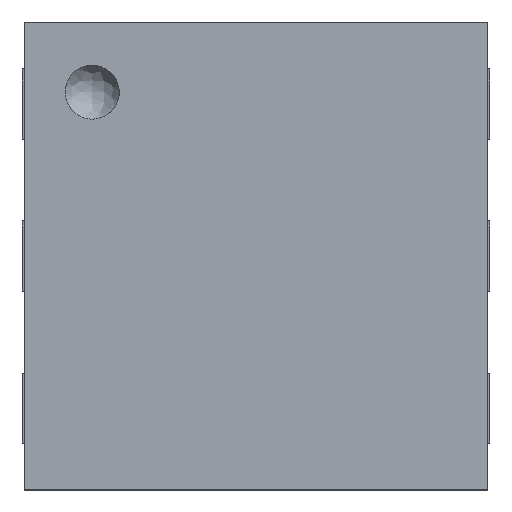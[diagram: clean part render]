
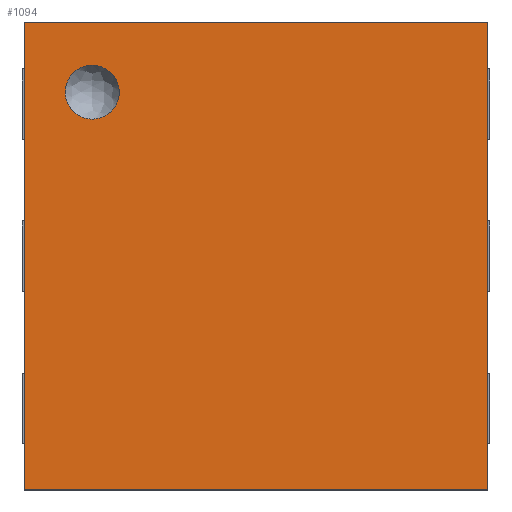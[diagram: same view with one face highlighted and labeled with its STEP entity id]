
A CAD part, top view. The second image highlights one B-rep face of the part: STEP entity #1094.
In plain terms, the highlighted planar face has unit normal (0, 0, 1).
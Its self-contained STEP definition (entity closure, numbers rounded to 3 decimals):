
#6 = CARTESIAN_POINT ( 'NONE',  ( 0.372, 1.609, 0.65 ) ) ;
#25 = CARTESIAN_POINT ( 'NONE',  ( 0.339, 1.809, 0.65 ) ) ;
#28 = CARTESIAN_POINT ( 'NONE',  ( 0.3, 1.585, 0.65 ) ) ;
#33 = CARTESIAN_POINT ( 'NONE',  ( 0.01, 2., 0.65 ) ) ;
#109 = ORIENTED_EDGE ( 'NONE', *, *, #1229, .T. ) ;
#180 = CARTESIAN_POINT ( 'NONE',  ( 1.99, 2., 0.65 ) ) ;
#190 = CARTESIAN_POINT ( 'NONE',  ( 0.01, 2., 0.65 ) ) ;
#265 = CARTESIAN_POINT ( 'NONE',  ( 0.239, 1.799, 0.65 ) ) ;
#268 = CARTESIAN_POINT ( 'NONE',  ( 0.228, 1.61, 0.65 ) ) ;
#278 = PLANE ( 'NONE',  #1704 ) ;
#301 = CARTESIAN_POINT ( 'NONE',  ( 0.399, 1.761, 0.65 ) ) ;
#303 = CARTESIAN_POINT ( 'NONE',  ( 0.19, 1.662, 0.65 ) ) ;
#320 = CARTESIAN_POINT ( 'NONE',  ( 0.185, 1.704, 0.65 ) ) ;
#399 = VERTEX_POINT ( 'NONE', #2570 ) ;
#543 = CARTESIAN_POINT ( 'NONE',  ( 0.185, 1.7, 0.65 ) ) ;
#558 = CARTESIAN_POINT ( 'NONE',  ( 0.362, 1.797, 0.65 ) ) ;
#559 = CARTESIAN_POINT ( 'NONE',  ( 0.287, 1.585, 0.65 ) ) ;
#575 = CARTESIAN_POINT ( 'NONE',  ( 0.39, 1.628, 0.65 ) ) ;
#597 = CARTESIAN_POINT ( 'NONE',  ( 0.202, 1.639, 0.65 ) ) ;
#650 = LINE ( 'NONE', #1537, #2251 ) ;
#716 = B_SPLINE_CURVE_WITH_KNOTS ( 'NONE', 3,
 ( #2258, #320, #2032, #3181, #2836, #1743, #903, #3433, #3140, #3127, #3415, #265, #835, #1130, #1146, #1684, #2320, #2563, #1959, #25, #3475, #558, #1403, #1182, #1420, #301, #2878, #2581, #3724, #2277, #853 ),
 .UNSPECIFIED., .F., .F.,
 ( 4, 3, 3, 3, 3, 3, 3, 3, 3, 3, 4 ),
 ( 0., 0., 0., 0., 0., 0.001, 0.001, 0.001, 0.001, 0.001, 0.001 ),
 .UNSPECIFIED. ) ;
#835 = CARTESIAN_POINT ( 'NONE',  ( 0.251, 1.804, 0.65 ) ) ;
#838 = CARTESIAN_POINT ( 'NONE',  ( 0.218, 1.618, 0.65 ) ) ;
#853 = CARTESIAN_POINT ( 'NONE',  ( 0.415, 1.7, 0.65 ) ) ;
#903 = CARTESIAN_POINT ( 'NONE',  ( 0.196, 1.751, 0.65 ) ) ;
#940 = EDGE_CURVE ( 'NONE', #1039, #399, #3120, .T. ) ;
#1039 = VERTEX_POINT ( 'NONE', #180 ) ;
#1088 = CARTESIAN_POINT ( 'NONE',  ( 0.415, 1.687, 0.65 ) ) ;
#1094 = ADVANCED_FACE ( 'NONE', ( #3463, #2603 ), #278, .T. ) ;
#1130 = CARTESIAN_POINT ( 'NONE',  ( 0.262, 1.81, 0.65 ) ) ;
#1133 = CARTESIAN_POINT ( 'NONE',  ( 0.187, 1.675, 0.65 ) ) ;
#1146 = CARTESIAN_POINT ( 'NONE',  ( 0.275, 1.813, 0.65 ) ) ;
#1148 = CARTESIAN_POINT ( 'NONE',  ( 0.25, 1.595, 0.65 ) ) ;
#1178 = DIRECTION ( 'NONE',  ( 0., -1., 0. ) ) ;
#1180 = ORIENTED_EDGE ( 'NONE', *, *, #2127, .F. ) ;
#1182 = CARTESIAN_POINT ( 'NONE',  ( 0.383, 1.781, 0.65 ) ) ;
#1229 = EDGE_CURVE ( 'NONE', #2752, #1349, #1519, .T. ) ;
#1316 = CARTESIAN_POINT ( 'NONE',  ( 0.01, 2., 0.65 ) ) ;
#1349 = VERTEX_POINT ( 'NONE', #1549 ) ;
#1403 = CARTESIAN_POINT ( 'NONE',  ( 0.373, 1.79, 0.65 ) ) ;
#1420 = CARTESIAN_POINT ( 'NONE',  ( 0.391, 1.771, 0.65 ) ) ;
#1421 = CARTESIAN_POINT ( 'NONE',  ( 0.382, 1.618, 0.65 ) ) ;
#1440 = CARTESIAN_POINT ( 'NONE',  ( 0.361, 1.602, 0.65 ) ) ;
#1519 = B_SPLINE_CURVE_WITH_KNOTS ( 'NONE', 3,
 ( #1553, #1088, #1961, #3129, #2297, #1974, #575, #1421, #6, #1440, #2583, #2565, #3726, #3418, #2880, #28, #559, #1687, #2322, #1148, #2804, #268, #838, #2261, #597, #2840, #303, #1133, #3476, #2596, #543 ),
 .UNSPECIFIED., .F., .F.,
 ( 4, 3, 3, 3, 3, 3, 3, 3, 3, 3, 4 ),
 ( 0., 0., 0., 0., 0., 0., 0., 0., 0., 0., 0. ),
 .UNSPECIFIED. ) ;
#1537 = CARTESIAN_POINT ( 'NONE',  ( 0.01, 0., 0.65 ) ) ;
#1549 = CARTESIAN_POINT ( 'NONE',  ( 0.185, 1.7, 0.65 ) ) ;
#1553 = CARTESIAN_POINT ( 'NONE',  ( 0.415, 1.7, 0.65 ) ) ;
#1612 = ORIENTED_EDGE ( 'NONE', *, *, #3686, .F. ) ;
#1645 = EDGE_CURVE ( 'NONE', #399, #2138, #3040, .T. ) ;
#1684 = CARTESIAN_POINT ( 'NONE',  ( 0.288, 1.815, 0.65 ) ) ;
#1687 = CARTESIAN_POINT ( 'NONE',  ( 0.274, 1.587, 0.65 ) ) ;
#1704 = AXIS2_PLACEMENT_3D ( 'NONE', #33, #3153, #3187 ) ;
#1743 = CARTESIAN_POINT ( 'NONE',  ( 0.191, 1.739, 0.65 ) ) ;
#1885 = VECTOR ( 'NONE', #2461, 1000. ) ;
#1959 = CARTESIAN_POINT ( 'NONE',  ( 0.327, 1.812, 0.65 ) ) ;
#1961 = CARTESIAN_POINT ( 'NONE',  ( 0.413, 1.674, 0.65 ) ) ;
#1974 = CARTESIAN_POINT ( 'NONE',  ( 0.398, 1.638, 0.65 ) ) ;
#1992 = CARTESIAN_POINT ( 'NONE',  ( 1.99, 2., 0.65 ) ) ;
#2032 = CARTESIAN_POINT ( 'NONE',  ( 0.185, 1.709, 0.65 ) ) ;
#2071 = EDGE_LOOP ( 'NONE', ( #2625, #2567, #1612, #1180 ) ) ;
#2089 = VECTOR ( 'NONE', #2382, 1000. ) ;
#2118 = CARTESIAN_POINT ( 'NONE',  ( 1.99, 0., 0.65 ) ) ;
#2127 = EDGE_CURVE ( 'NONE', #2138, #2184, #650, .T. ) ;
#2138 = VERTEX_POINT ( 'NONE', #2998 ) ;
#2178 = CARTESIAN_POINT ( 'NONE',  ( 0.415, 1.7, 0.65 ) ) ;
#2184 = VERTEX_POINT ( 'NONE', #190 ) ;
#2251 = VECTOR ( 'NONE', #3225, 1000. ) ;
#2258 = CARTESIAN_POINT ( 'NONE',  ( 0.185, 1.7, 0.65 ) ) ;
#2261 = CARTESIAN_POINT ( 'NONE',  ( 0.209, 1.628, 0.65 ) ) ;
#2277 = CARTESIAN_POINT ( 'NONE',  ( 0.415, 1.712, 0.65 ) ) ;
#2291 = EDGE_CURVE ( 'NONE', #1349, #2752, #716, .T. ) ;
#2297 = CARTESIAN_POINT ( 'NONE',  ( 0.405, 1.65, 0.65 ) ) ;
#2320 = CARTESIAN_POINT ( 'NONE',  ( 0.301, 1.816, 0.65 ) ) ;
#2322 = CARTESIAN_POINT ( 'NONE',  ( 0.262, 1.591, 0.65 ) ) ;
#2382 = DIRECTION ( 'NONE',  ( -1., 0., 0. ) ) ;
#2461 = DIRECTION ( 'NONE',  ( 1., 0., 0. ) ) ;
#2563 = CARTESIAN_POINT ( 'NONE',  ( 0.314, 1.815, 0.65 ) ) ;
#2565 = CARTESIAN_POINT ( 'NONE',  ( 0.338, 1.59, 0.65 ) ) ;
#2567 = ORIENTED_EDGE ( 'NONE', *, *, #940, .F. ) ;
#2570 = CARTESIAN_POINT ( 'NONE',  ( 1.99, 0., 0.65 ) ) ;
#2581 = CARTESIAN_POINT ( 'NONE',  ( 0.409, 1.737, 0.65 ) ) ;
#2583 = CARTESIAN_POINT ( 'NONE',  ( 0.35, 1.595, 0.65 ) ) ;
#2596 = CARTESIAN_POINT ( 'NONE',  ( 0.185, 1.692, 0.65 ) ) ;
#2603 = FACE_BOUND ( 'NONE', #3098, .T. ) ;
#2625 = ORIENTED_EDGE ( 'NONE', *, *, #1645, .F. ) ;
#2752 = VERTEX_POINT ( 'NONE', #2178 ) ;
#2804 = CARTESIAN_POINT ( 'NONE',  ( 0.238, 1.602, 0.65 ) ) ;
#2836 = CARTESIAN_POINT ( 'NONE',  ( 0.187, 1.726, 0.65 ) ) ;
#2840 = CARTESIAN_POINT ( 'NONE',  ( 0.195, 1.65, 0.65 ) ) ;
#2863 = LINE ( 'NONE', #1316, #1885 ) ;
#2878 = CARTESIAN_POINT ( 'NONE',  ( 0.405, 1.749, 0.65 ) ) ;
#2880 = CARTESIAN_POINT ( 'NONE',  ( 0.308, 1.585, 0.65 ) ) ;
#2998 = CARTESIAN_POINT ( 'NONE',  ( 0.01, 0., 0.65 ) ) ;
#3040 = LINE ( 'NONE', #2118, #2089 ) ;
#3098 = EDGE_LOOP ( 'NONE', ( #109, #3423 ) ) ;
#3120 = LINE ( 'NONE', #1992, #3528 ) ;
#3127 = CARTESIAN_POINT ( 'NONE',  ( 0.219, 1.782, 0.65 ) ) ;
#3129 = CARTESIAN_POINT ( 'NONE',  ( 0.409, 1.662, 0.65 ) ) ;
#3140 = CARTESIAN_POINT ( 'NONE',  ( 0.21, 1.773, 0.65 ) ) ;
#3153 = DIRECTION ( 'NONE',  ( 0., 0., 1. ) ) ;
#3181 = CARTESIAN_POINT ( 'NONE',  ( 0.185, 1.713, 0.65 ) ) ;
#3187 = DIRECTION ( 'NONE',  ( 1., 0., 0. ) ) ;
#3225 = DIRECTION ( 'NONE',  ( 0., 1., 0. ) ) ;
#3415 = CARTESIAN_POINT ( 'NONE',  ( 0.228, 1.791, 0.65 ) ) ;
#3418 = CARTESIAN_POINT ( 'NONE',  ( 0.317, 1.586, 0.65 ) ) ;
#3423 = ORIENTED_EDGE ( 'NONE', *, *, #2291, .T. ) ;
#3433 = CARTESIAN_POINT ( 'NONE',  ( 0.202, 1.762, 0.65 ) ) ;
#3463 = FACE_OUTER_BOUND ( 'NONE', #2071, .T. ) ;
#3475 = CARTESIAN_POINT ( 'NONE',  ( 0.351, 1.804, 0.65 ) ) ;
#3476 = CARTESIAN_POINT ( 'NONE',  ( 0.186, 1.683, 0.65 ) ) ;
#3528 = VECTOR ( 'NONE', #1178, 1000. ) ;
#3686 = EDGE_CURVE ( 'NONE', #2184, #1039, #2863, .T. ) ;
#3724 = CARTESIAN_POINT ( 'NONE',  ( 0.413, 1.725, 0.65 ) ) ;
#3726 = CARTESIAN_POINT ( 'NONE',  ( 0.325, 1.587, 0.65 ) ) ;
